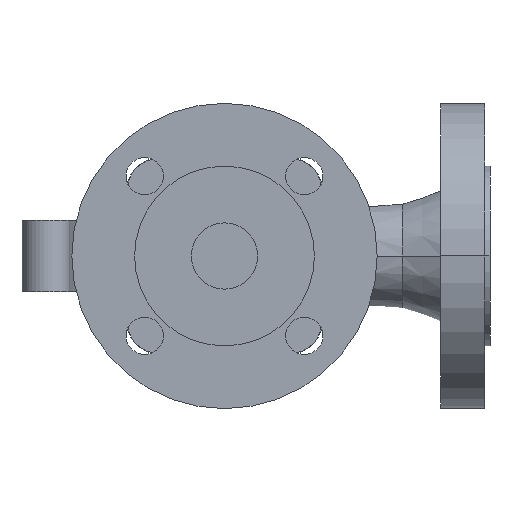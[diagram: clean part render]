
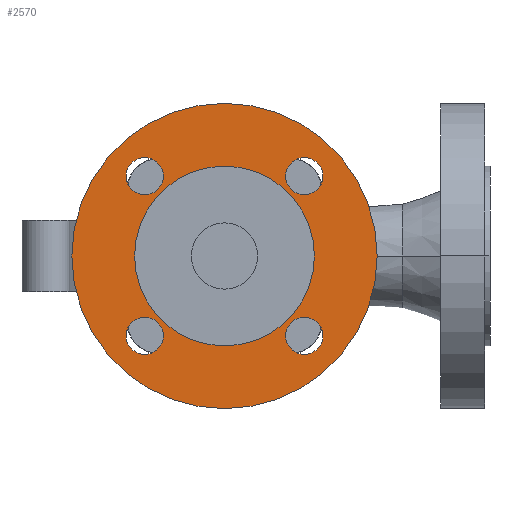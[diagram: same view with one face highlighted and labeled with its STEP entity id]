
A CAD part, front view. The second image highlights one B-rep face of the part: STEP entity #2570.
In plain terms, the highlighted planar face has unit normal (0, -1, 0).
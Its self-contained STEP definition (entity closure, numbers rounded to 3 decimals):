
#1620=CARTESIAN_POINT('',(-45.675,2.,0.
));
#1630=DIRECTION('',(0.,-1.,0.));
#1640=DIRECTION('',(-1.,0.,0.));
#1650=AXIS2_PLACEMENT_3D('',#1620,#1630,#1640);
#1660=PLANE('',#1650);
#1670=CARTESIAN_POINT('',(-30.052,2.,
-30.052));
#1680=DIRECTION('',(0.,1.,0.));
#1690=DIRECTION('',(1.,0.,0.));
#1700=AXIS2_PLACEMENT_3D('',#1670,#1680,#1690);
#1710=CIRCLE('',#1700,7.);
#1720=CARTESIAN_POINT('',(-37.052,2.,
-30.052));
#1730=VERTEX_POINT('',#1720);
#1740=CARTESIAN_POINT('',(-23.052,2.,-30.052));
#1750=VERTEX_POINT('',#1740);
#1760=EDGE_CURVE('',#1730,#1750,#1710,.T.);
#1770=ORIENTED_EDGE('',*,*,#1760,.T.);
#1780=EDGE_CURVE('',#1750,#1730,#1710,.T.);
#1790=ORIENTED_EDGE('',*,*,#1780,.T.);
#1800=EDGE_LOOP('',(#1790,#1770));
#1810=FACE_BOUND('',#1800,.T.);
#1820=CARTESIAN_POINT('',(-30.052,2.,
30.052));
#1830=DIRECTION('',(0.,1.,0.));
#1840=DIRECTION('',(1.,0.,0.));
#1850=AXIS2_PLACEMENT_3D('',#1820,#1830,#1840);
#1860=CIRCLE('',#1850,7.);
#1870=CARTESIAN_POINT('',(-23.052,2.,30.052));
#1880=VERTEX_POINT('',#1870);
#1890=CARTESIAN_POINT('',(-37.052,2.,
30.052));
#1900=VERTEX_POINT('',#1890);
#1910=EDGE_CURVE('',#1880,#1900,#1860,.T.);
#1920=ORIENTED_EDGE('',*,*,#1910,.T.);
#1930=EDGE_CURVE('',#1900,#1880,#1860,.T.);
#1940=ORIENTED_EDGE('',*,*,#1930,.T.);
#1950=EDGE_LOOP('',(#1940,#1920));
#1960=FACE_BOUND('',#1950,.T.);
#1970=CARTESIAN_POINT('',(30.052,2.,
30.052));
#1980=DIRECTION('',(0.,1.,0.));
#1990=DIRECTION('',(1.,0.,0.));
#2000=AXIS2_PLACEMENT_3D('',#1970,#1980,#1990);
#2010=CIRCLE('',#2000,7.);
#2020=CARTESIAN_POINT('',(37.052,2.,30.052));
#2030=VERTEX_POINT('',#2020);
#2040=CARTESIAN_POINT('',(23.052,2.,
30.052));
#2050=VERTEX_POINT('',#2040);
#2060=EDGE_CURVE('',#2030,#2050,#2010,.T.);
#2070=ORIENTED_EDGE('',*,*,#2060,.T.);
#2080=EDGE_CURVE('',#2050,#2030,#2010,.T.);
#2090=ORIENTED_EDGE('',*,*,#2080,.T.);
#2100=EDGE_LOOP('',(#2090,#2070));
#2110=FACE_BOUND('',#2100,.T.);
#2120=CARTESIAN_POINT('',(30.052,2.,
-30.052));
#2130=DIRECTION('',(0.,1.,0.));
#2140=DIRECTION('',(1.,0.,0.));
#2150=AXIS2_PLACEMENT_3D('',#2120,#2130,#2140);
#2160=CIRCLE('',#2150,7.);
#2170=CARTESIAN_POINT('',(23.052,2.,
-30.052));
#2180=VERTEX_POINT('',#2170);
#2190=CARTESIAN_POINT('',(37.052,2.,-30.052));
#2200=VERTEX_POINT('',#2190);
#2210=EDGE_CURVE('',#2180,#2200,#2160,.T.);
#2220=ORIENTED_EDGE('',*,*,#2210,.T.);
#2230=EDGE_CURVE('',#2200,#2180,#2160,.T.);
#2240=ORIENTED_EDGE('',*,*,#2230,.T.);
#2250=EDGE_LOOP('',(#2240,#2220));
#2260=FACE_BOUND('',#2250,.T.);
#2270=CARTESIAN_POINT('',(0.,2.,0.));
#2280=DIRECTION('',(0.,-1.,-0.));
#2290=DIRECTION('',(-1.,0.,0.));
#2300=AXIS2_PLACEMENT_3D('',#2270,#2280,#2290);
#2310=CIRCLE('',#2300,33.85);
#2320=CARTESIAN_POINT('',(-33.85,2.,0.));
#2330=VERTEX_POINT('',#2320);
#2340=CARTESIAN_POINT('',(33.85,2.,0.));
#2350=VERTEX_POINT('',#2340);
#2360=EDGE_CURVE('',#2330,#2350,#2310,.T.);
#2370=ORIENTED_EDGE('',*,*,#2360,.F.);
#2380=EDGE_CURVE('',#2350,#2330,#2310,.T.);
#2390=ORIENTED_EDGE('',*,*,#2380,.F.);
#2400=EDGE_LOOP('',(#2390,#2370));
#2410=FACE_BOUND('',#2400,.T.);
#2420=CARTESIAN_POINT('',(0.,2.,0.));
#2430=DIRECTION('',(0.,-1.,-0.));
#2440=DIRECTION('',(-1.,0.,0.));
#2450=AXIS2_PLACEMENT_3D('',#2420,#2430,#2440);
#2460=CIRCLE('',#2450,57.5);
#2470=CARTESIAN_POINT('',(57.5,2.,0.));
#2480=VERTEX_POINT('',#2470);
#2490=CARTESIAN_POINT('',(-57.5,2.,0.))
;
#2500=VERTEX_POINT('',#2490);
#2510=EDGE_CURVE('',#2480,#2500,#2460,.T.);
#2520=ORIENTED_EDGE('',*,*,#2510,.T.);
#2530=EDGE_CURVE('',#2500,#2480,#2460,.T.);
#2540=ORIENTED_EDGE('',*,*,#2530,.T.);
#2550=EDGE_LOOP('',(#2540,#2520));
#2560=FACE_OUTER_BOUND('',#2550,.T.);
#2570=ADVANCED_FACE('',(#1810,#1960,#2110,#2260,#2410,#2560),#1660,.T.);
